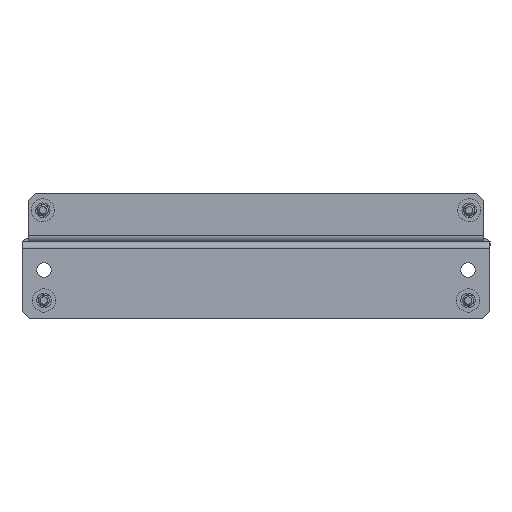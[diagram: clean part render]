
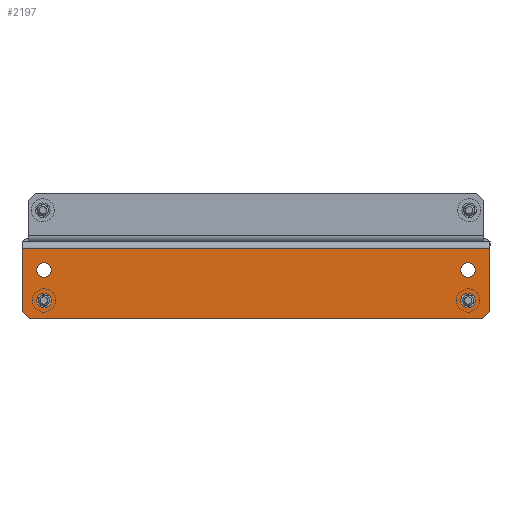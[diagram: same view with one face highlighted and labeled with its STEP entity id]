
A CAD part, left-side view. The second image highlights one B-rep face of the part: STEP entity #2197.
In plain terms, the highlighted face is planar.
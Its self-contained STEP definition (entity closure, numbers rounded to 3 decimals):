
#2 = ORIENTED_EDGE ( 'NONE', *, *, #1892, .F. ) ;
#18 = DIRECTION ( 'NONE',  ( -1., 0., 0. ) ) ;
#24 = LINE ( 'NONE', #2861, #6924 ) ;
#35 = VECTOR ( 'NONE', #1845, 1000. ) ;
#64 = AXIS2_PLACEMENT_3D ( 'NONE', #5670, #5105, #18 ) ;
#73 = ORIENTED_EDGE ( 'NONE', *, *, #6248, .F. ) ;
#190 = VERTEX_POINT ( 'NONE', #2036 ) ;
#211 = EDGE_LOOP ( 'NONE', ( #7285, #3455 ) ) ;
#257 = ORIENTED_EDGE ( 'NONE', *, *, #4664, .F. ) ;
#341 = AXIS2_PLACEMENT_3D ( 'NONE', #6966, #3613, #2467 ) ;
#486 = CARTESIAN_POINT ( 'NONE',  ( -4.25, -1.5, 87. ) ) ;
#536 = CARTESIAN_POINT ( 'NONE',  ( 12.75, -1.5, -96. ) ) ;
#603 = CARTESIAN_POINT ( 'NONE',  ( 12.75, -1.5, -96. ) ) ;
#604 = CIRCLE ( 'NONE', #6654, 3. ) ;
#719 = ORIENTED_EDGE ( 'NONE', *, *, #6590, .T. ) ;
#729 = VERTEX_POINT ( 'NONE', #3850 ) ;
#753 = FACE_BOUND ( 'NONE', #211, .T. ) ;
#886 = VECTOR ( 'NONE', #5059, 1000. ) ;
#926 = AXIS2_PLACEMENT_3D ( 'NONE', #2167, #1564, #4367 ) ;
#999 = DIRECTION ( 'NONE',  ( 1., 0., 0. ) ) ;
#1016 = DIRECTION ( 'NONE',  ( 0., 0., -1. ) ) ;
#1033 = CARTESIAN_POINT ( 'NONE',  ( 8.25, -1.5, -87. ) ) ;
#1097 = PLANE ( 'NONE',  #4534 ) ;
#1204 = DIRECTION ( 'NONE',  ( -1., 0., 0. ) ) ;
#1402 = VERTEX_POINT ( 'NONE', #603 ) ;
#1407 = DIRECTION ( 'NONE',  ( 0., 1., 0. ) ) ;
#1505 = ORIENTED_EDGE ( 'NONE', *, *, #2901, .F. ) ;
#1564 = DIRECTION ( 'NONE',  ( 0., 1., 0. ) ) ;
#1567 = EDGE_CURVE ( 'NONE', #3414, #6339, #3554, .T. ) ;
#1736 = EDGE_CURVE ( 'NONE', #729, #3246, #5590, .T. ) ;
#1758 = EDGE_CURVE ( 'NONE', #6680, #3761, #604, .T. ) ;
#1762 = FACE_BOUND ( 'NONE', #6733, .T. ) ;
#1825 = CARTESIAN_POINT ( 'NONE',  ( 11.25, -1.5, 87. ) ) ;
#1845 = DIRECTION ( 'NONE',  ( 0., 0., -1. ) ) ;
#1892 = EDGE_CURVE ( 'NONE', #6000, #4346, #2981, .T. ) ;
#2036 = CARTESIAN_POINT ( 'NONE',  ( -13.25, -1.5, -96. ) ) ;
#2099 = CARTESIAN_POINT ( 'NONE',  ( 15.75, -1.5, -93. ) ) ;
#2167 = CARTESIAN_POINT ( 'NONE',  ( 8.25, -1.5, 87. ) ) ;
#2188 = CIRCLE ( 'NONE', #3154, 3. ) ;
#2197 = ADVANCED_FACE ( 'NONE', ( #753, #1762, #4042, #3882, #2854 ), #1097, .F. ) ;
#2294 = ORIENTED_EDGE ( 'NONE', *, *, #4128, .T. ) ;
#2307 = DIRECTION ( 'NONE',  ( 0., 1., 0. ) ) ;
#2318 = CIRCLE ( 'NONE', #64, 3. ) ;
#2327 = VECTOR ( 'NONE', #1016, 1000. ) ;
#2455 = CARTESIAN_POINT ( 'NONE',  ( 5.25, -1.5, -87. ) ) ;
#2467 = DIRECTION ( 'NONE',  ( -1., 0., 0. ) ) ;
#2562 = LINE ( 'NONE', #5906, #35 ) ;
#2577 = VECTOR ( 'NONE', #999, 1000. ) ;
#2678 = LINE ( 'NONE', #4780, #4007 ) ;
#2721 = EDGE_CURVE ( 'NONE', #6280, #6731, #24, .T. ) ;
#2811 = CARTESIAN_POINT ( 'NONE',  ( 12.75, -1.5, 96. ) ) ;
#2854 = FACE_OUTER_BOUND ( 'NONE', #5810, .T. ) ;
#2861 = CARTESIAN_POINT ( 'NONE',  ( 15.75, -1.5, 93. ) ) ;
#2901 = EDGE_CURVE ( 'NONE', #6280, #6577, #2562, .T. ) ;
#2902 = DIRECTION ( 'NONE',  ( 0., -1., 0. ) ) ;
#2957 = CARTESIAN_POINT ( 'NONE',  ( -1.25, -1.5, -87. ) ) ;
#2981 = CIRCLE ( 'NONE', #4047, 3. ) ;
#3131 = CARTESIAN_POINT ( 'NONE',  ( -15.75, -1.5, -96. ) ) ;
#3154 = AXIS2_PLACEMENT_3D ( 'NONE', #486, #2307, #7321 ) ;
#3158 = CARTESIAN_POINT ( 'NONE',  ( 11.25, -1.5, -87. ) ) ;
#3246 = VERTEX_POINT ( 'NONE', #7339 ) ;
#3276 = CARTESIAN_POINT ( 'NONE',  ( -4.25, -1.5, 87. ) ) ;
#3414 = VERTEX_POINT ( 'NONE', #5336 ) ;
#3455 = ORIENTED_EDGE ( 'NONE', *, *, #7118, .F. ) ;
#3554 = CIRCLE ( 'NONE', #341, 3. ) ;
#3574 = ORIENTED_EDGE ( 'NONE', *, *, #1758, .T. ) ;
#3613 = DIRECTION ( 'NONE',  ( 0., -1., 0. ) ) ;
#3651 = EDGE_CURVE ( 'NONE', #1402, #6577, #3915, .T. ) ;
#3761 = VERTEX_POINT ( 'NONE', #1825 ) ;
#3795 = CARTESIAN_POINT ( 'NONE',  ( 8.25, -1.5, 87. ) ) ;
#3850 = CARTESIAN_POINT ( 'NONE',  ( -1.25, -1.5, 87. ) ) ;
#3882 = FACE_BOUND ( 'NONE', #4690, .T. ) ;
#3884 = CIRCLE ( 'NONE', #5315, 3. ) ;
#3906 = ORIENTED_EDGE ( 'NONE', *, *, #5850, .T. ) ;
#3915 = LINE ( 'NONE', #536, #886 ) ;
#4007 = VECTOR ( 'NONE', #7099, 1000. ) ;
#4042 = FACE_BOUND ( 'NONE', #4887, .T. ) ;
#4047 = AXIS2_PLACEMENT_3D ( 'NONE', #1033, #2902, #6768 ) ;
#4128 = EDGE_CURVE ( 'NONE', #3246, #729, #2188, .T. ) ;
#4289 = DIRECTION ( 'NONE',  ( -1., 0., 0. ) ) ;
#4313 = LINE ( 'NONE', #3131, #2577 ) ;
#4346 = VERTEX_POINT ( 'NONE', #3158 ) ;
#4366 = CARTESIAN_POINT ( 'NONE',  ( -13.25, -1.5, 96. ) ) ;
#4367 = DIRECTION ( 'NONE',  ( -1., 0., 0. ) ) ;
#4534 = AXIS2_PLACEMENT_3D ( 'NONE', #5289, #6298, #1204 ) ;
#4664 = EDGE_CURVE ( 'NONE', #4346, #6000, #2318, .T. ) ;
#4690 = EDGE_LOOP ( 'NONE', ( #3574, #719 ) ) ;
#4751 = AXIS2_PLACEMENT_3D ( 'NONE', #3276, #7183, #7253 ) ;
#4780 = CARTESIAN_POINT ( 'NONE',  ( -15.75, -1.5, 96. ) ) ;
#4826 = EDGE_CURVE ( 'NONE', #6551, #190, #7199, .T. ) ;
#4856 = ORIENTED_EDGE ( 'NONE', *, *, #1736, .T. ) ;
#4887 = EDGE_LOOP ( 'NONE', ( #2294, #4856 ) ) ;
#4955 = CARTESIAN_POINT ( 'NONE',  ( -13.25, -1.5, 96. ) ) ;
#5059 = DIRECTION ( 'NONE',  ( 0.707, 0., 0.707 ) ) ;
#5105 = DIRECTION ( 'NONE',  ( 0., -1., 0. ) ) ;
#5289 = CARTESIAN_POINT ( 'NONE',  ( -15.75, -1.5, 96. ) ) ;
#5315 = AXIS2_PLACEMENT_3D ( 'NONE', #7192, #6629, #4289 ) ;
#5336 = CARTESIAN_POINT ( 'NONE',  ( -7.25, -1.5, -87. ) ) ;
#5448 = CARTESIAN_POINT ( 'NONE',  ( 5.25, -1.5, 87. ) ) ;
#5590 = CIRCLE ( 'NONE', #4751, 3. ) ;
#5670 = CARTESIAN_POINT ( 'NONE',  ( 8.25, -1.5, -87. ) ) ;
#5800 = CIRCLE ( 'NONE', #926, 3. ) ;
#5810 = EDGE_LOOP ( 'NONE', ( #1505, #7045, #73, #6588, #3906, #7114 ) ) ;
#5850 = EDGE_CURVE ( 'NONE', #190, #1402, #4313, .T. ) ;
#5906 = CARTESIAN_POINT ( 'NONE',  ( 15.75, -1.5, 96. ) ) ;
#5954 = DIRECTION ( 'NONE',  ( -1., 0., 0. ) ) ;
#6000 = VERTEX_POINT ( 'NONE', #2455 ) ;
#6054 = CARTESIAN_POINT ( 'NONE',  ( 15.75, -1.5, 93. ) ) ;
#6248 = EDGE_CURVE ( 'NONE', #6551, #6731, #2678, .T. ) ;
#6267 = DIRECTION ( 'NONE',  ( -0.707, 0., 0.707 ) ) ;
#6280 = VERTEX_POINT ( 'NONE', #6054 ) ;
#6298 = DIRECTION ( 'NONE',  ( 0., 1., 0. ) ) ;
#6339 = VERTEX_POINT ( 'NONE', #2957 ) ;
#6551 = VERTEX_POINT ( 'NONE', #4955 ) ;
#6577 = VERTEX_POINT ( 'NONE', #2099 ) ;
#6588 = ORIENTED_EDGE ( 'NONE', *, *, #4826, .T. ) ;
#6590 = EDGE_CURVE ( 'NONE', #3761, #6680, #5800, .T. ) ;
#6629 = DIRECTION ( 'NONE',  ( 0., -1., 0. ) ) ;
#6654 = AXIS2_PLACEMENT_3D ( 'NONE', #3795, #1407, #5954 ) ;
#6680 = VERTEX_POINT ( 'NONE', #5448 ) ;
#6731 = VERTEX_POINT ( 'NONE', #2811 ) ;
#6733 = EDGE_LOOP ( 'NONE', ( #2, #257 ) ) ;
#6768 = DIRECTION ( 'NONE',  ( -1., 0., 0. ) ) ;
#6924 = VECTOR ( 'NONE', #6267, 1000. ) ;
#6966 = CARTESIAN_POINT ( 'NONE',  ( -4.25, -1.5, -87. ) ) ;
#7045 = ORIENTED_EDGE ( 'NONE', *, *, #2721, .T. ) ;
#7099 = DIRECTION ( 'NONE',  ( 1., 0., 0. ) ) ;
#7114 = ORIENTED_EDGE ( 'NONE', *, *, #3651, .T. ) ;
#7118 = EDGE_CURVE ( 'NONE', #6339, #3414, #3884, .T. ) ;
#7183 = DIRECTION ( 'NONE',  ( 0., 1., 0. ) ) ;
#7192 = CARTESIAN_POINT ( 'NONE',  ( -4.25, -1.5, -87. ) ) ;
#7199 = LINE ( 'NONE', #4366, #2327 ) ;
#7253 = DIRECTION ( 'NONE',  ( -1., 0., 0. ) ) ;
#7285 = ORIENTED_EDGE ( 'NONE', *, *, #1567, .F. ) ;
#7321 = DIRECTION ( 'NONE',  ( -1., 0., 0. ) ) ;
#7339 = CARTESIAN_POINT ( 'NONE',  ( -7.25, -1.5, 87. ) ) ;
